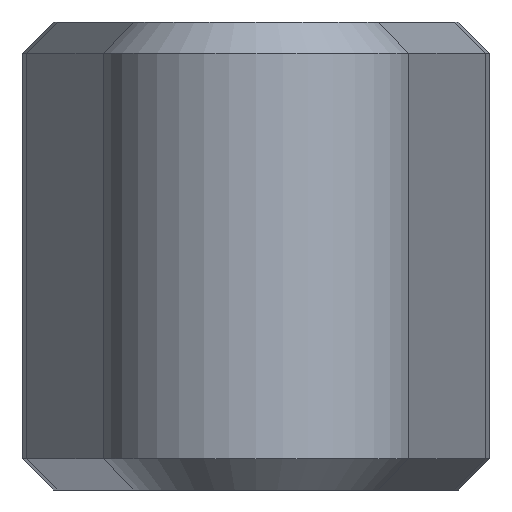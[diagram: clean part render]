
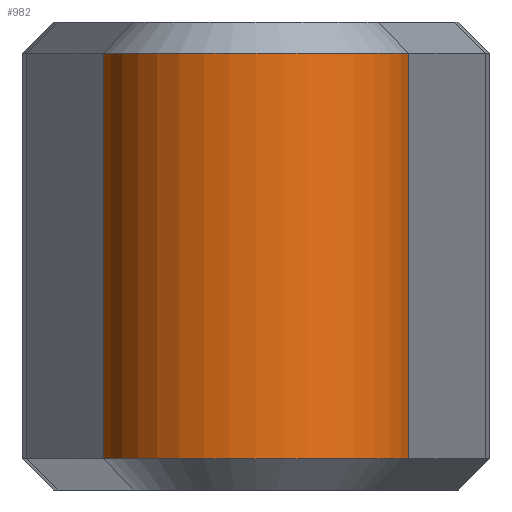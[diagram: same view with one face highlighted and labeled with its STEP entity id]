
A CAD part, left-side view. The second image highlights one B-rep face of the part: STEP entity #982.
In plain terms, the highlighted cylindrical face has radius 5 mm (diameter 10 mm), a partial arc.
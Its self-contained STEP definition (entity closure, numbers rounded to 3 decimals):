
#23=CYLINDRICAL_SURFACE('',#1072,5.);
#39=CIRCLE('',#1049,5.);
#50=CIRCLE('',#1073,5.);
#107=FACE_OUTER_BOUND('',#167,.T.);
#167=EDGE_LOOP('',(#727,#728,#729,#730));
#251=LINE('',#1558,#353);
#253=LINE('',#1562,#355);
#353=VECTOR('',#1250,10.);
#355=VECTOR('',#1254,10.);
#427=VERTEX_POINT('',#1475);
#429=VERTEX_POINT('',#1481);
#455=VERTEX_POINT('',#1557);
#456=VERTEX_POINT('',#1561);
#521=EDGE_CURVE('',#427,#429,#39,.T.);
#559=EDGE_CURVE('',#429,#455,#251,.T.);
#561=EDGE_CURVE('',#427,#456,#253,.T.);
#562=EDGE_CURVE('',#455,#456,#50,.T.);
#727=ORIENTED_EDGE('',*,*,#521,.F.);
#728=ORIENTED_EDGE('',*,*,#561,.T.);
#729=ORIENTED_EDGE('',*,*,#562,.F.);
#730=ORIENTED_EDGE('',*,*,#559,.F.);
#982=ADVANCED_FACE('',(#107),#23,.T.);
#1049=AXIS2_PLACEMENT_3D('',#1482,#1177,#1178);
#1072=AXIS2_PLACEMENT_3D('',#1560,#1252,#1253);
#1073=AXIS2_PLACEMENT_3D('',#1563,#1255,#1256);
#1177=DIRECTION('center_axis',(0.,0.,-1.));
#1178=DIRECTION('ref_axis',(-1.,0.,0.));
#1250=DIRECTION('',(0.,0.,1.));
#1252=DIRECTION('center_axis',(0.,0.,1.));
#1253=DIRECTION('ref_axis',(-1.,0.,0.));
#1254=DIRECTION('',(0.,0.,1.));
#1255=DIRECTION('center_axis',(0.,0.,1.));
#1256=DIRECTION('ref_axis',(-1.,0.,0.));
#1475=CARTESIAN_POINT('',(-13.5,-4.899,1.));
#1481=CARTESIAN_POINT('',(-13.5,4.899,1.));
#1482=CARTESIAN_POINT('Origin',(-12.5,0.,1.));
#1557=CARTESIAN_POINT('',(-13.5,4.899,14.));
#1558=CARTESIAN_POINT('',(-13.5,4.899,0.));
#1560=CARTESIAN_POINT('Origin',(-12.5,0.,0.));
#1561=CARTESIAN_POINT('',(-13.5,-4.899,14.));
#1562=CARTESIAN_POINT('',(-13.5,-4.899,0.));
#1563=CARTESIAN_POINT('Origin',(-12.5,0.,14.));
